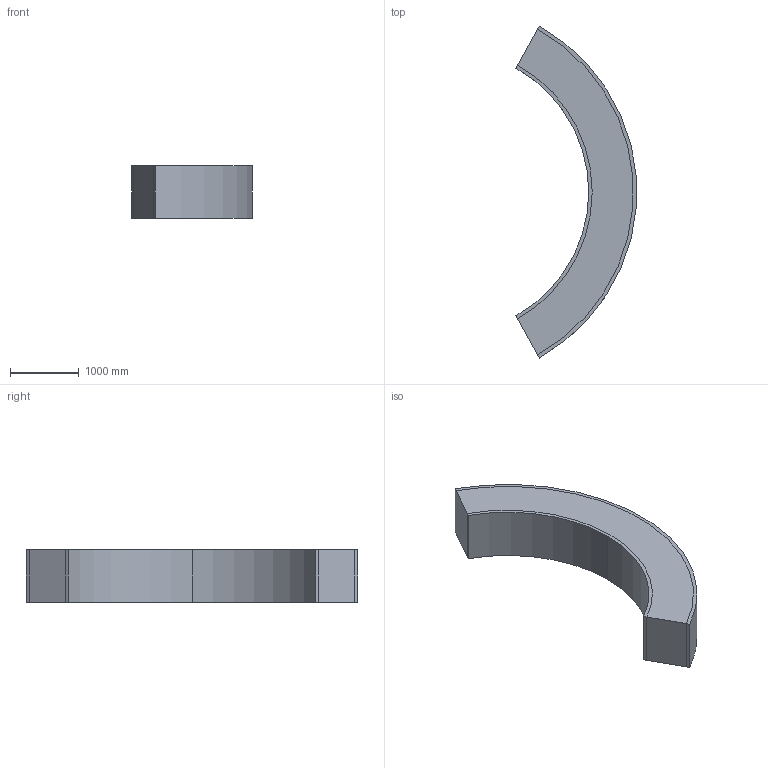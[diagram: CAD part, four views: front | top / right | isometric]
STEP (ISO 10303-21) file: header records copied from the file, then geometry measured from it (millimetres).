
FILE_DESCRIPTION(('FreeCAD Model'),'2;1');
FILE_NAME('Open CASCADE Shape Model','2023-10-22T10:54:41',(''),(''), 'Open CASCADE STEP processor 7.6','FreeCAD','Unknown');
FILE_SCHEMA(('AUTOMOTIVE_DESIGN { 1 0 10303 214 1 1 1 1 }'));
Length unit declared in the file: millimetre
Products named in the file (4): DC1; GDMLTube_TGeoTubeSeg; DC2; GDMLTube_TGeoTubeSeg0x1
Assembly tree (3 placements, depth 3):
  DC1
    GDMLTube_TGeoTubeSeg
    DC2
      GDMLTube_TGeoTubeSeg0x1
Bounding box: 1752.04 x 4827.9 x 770 mm (x, y, z)
Volume: 5136748683.8 mm3; surface area: 31149584.9 mm2
Topology: 2 solids, 2 shells, 14 faces, 30 edges, 20 vertices
Faces by surface type: plane 8, cylinder 6
Entity records: 838 total; most frequent: DIRECTION 138, CARTESIAN_POINT 128, LINE 66, VECTOR 66, ORIENTED_EDGE 60, PCURVE 60, DEFINITIONAL_REPRESENTATION 60, AXIS2_PLACEMENT_3D 30
